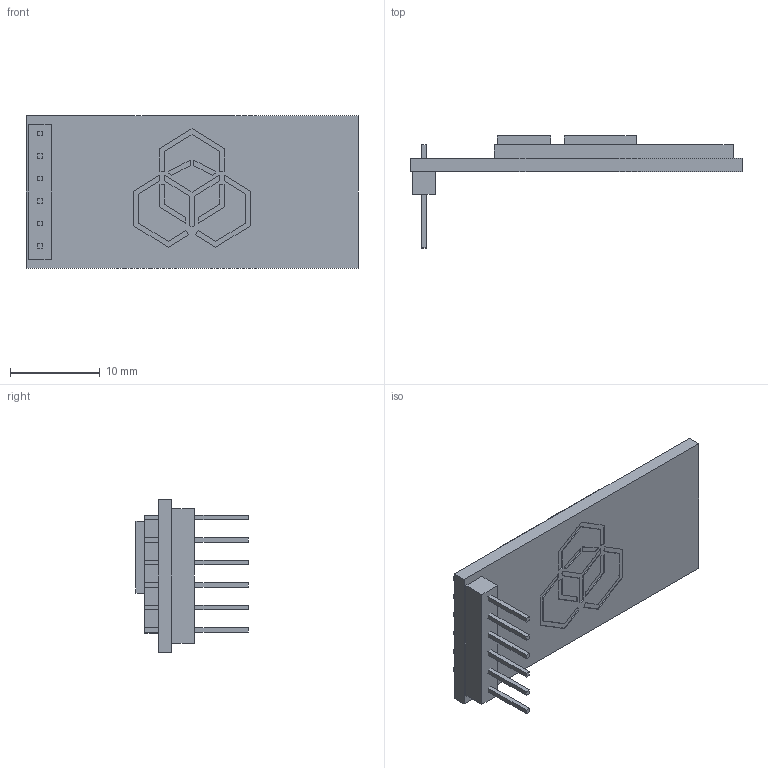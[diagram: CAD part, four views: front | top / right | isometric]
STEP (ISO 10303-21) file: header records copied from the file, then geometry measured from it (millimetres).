
FILE_DESCRIPTION (( 'STEP AP214' ), '1' );
FILE_NAME ('Bluetooth 斁劌錪.STEP', '2015-11-07T20:23:03', ( '' ), ( '' ), 'SwSTEP 2.0', 'SolidWorks 2015', '' );
FILE_SCHEMA (( 'AUTOMOTIVE_DESIGN' ));
Length unit declared in the file: millimetre
Products named in the file (1): Bluetooth 斁劌錪
Bounding box: 37 x 12.5 x 17 mm (x, y, z)
Volume: 1673.6 mm3; surface area: 2820.8 mm2
Topology: 11 solids, 11 shells, 136 faces, 318 edges, 212 vertices
Faces by surface type: plane 136
Entity records: 4652 total; most frequent: CARTESIAN_POINT 667, ORIENTED_EDGE 636, DIRECTION 592, EDGE_CURVE 318, VECTOR 318, LINE 318, VERTEX_POINT 212, EDGE_LOOP 144
